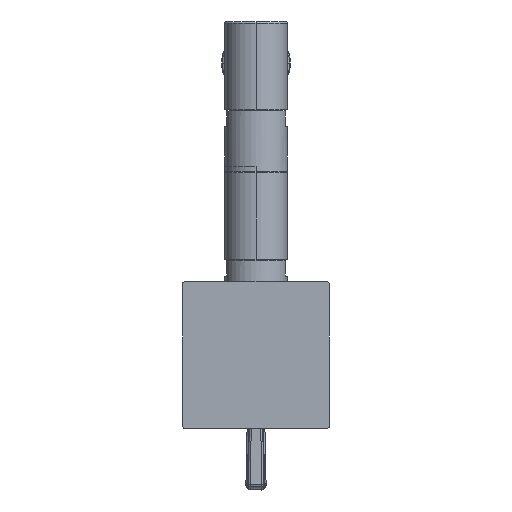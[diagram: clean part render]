
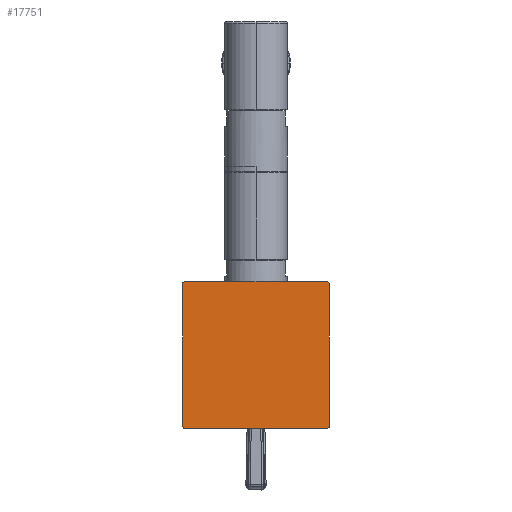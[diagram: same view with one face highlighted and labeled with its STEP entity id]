
A CAD part, front view. The second image highlights one B-rep face of the part: STEP entity #17751.
In plain terms, the highlighted planar face has unit normal (0, -1, 0).
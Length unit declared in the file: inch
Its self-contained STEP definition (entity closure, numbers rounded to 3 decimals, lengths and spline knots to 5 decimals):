
#5290=CARTESIAN_POINT('',(1.36,0.,-1.36));
#5291=DIRECTION('',(0.,-1.,0.));
#5292=DIRECTION('',(0.,0.,-1.));
#5293=AXIS2_PLACEMENT_3D('',#5290,#5291,#5292);
#5295=DIRECTION('',(-1.,0.,0.));
#5296=VECTOR('',#5295,2.72);
#5297=CARTESIAN_POINT('',(1.36,0.,-1.4));
#5298=LINE('',#5297,#5296);
#5299=CARTESIAN_POINT('',(-1.36,0.,-1.36));
#5300=DIRECTION('',(0.,-1.,0.));
#5301=DIRECTION('',(-1.,0.,0.));
#5302=AXIS2_PLACEMENT_3D('',#5299,#5300,#5301);
#5304=DIRECTION('',(0.,0.,1.));
#5305=VECTOR('',#5304,2.72);
#5306=CARTESIAN_POINT('',(-1.4,0.,-1.36));
#5307=LINE('',#5306,#5305);
#5308=CARTESIAN_POINT('',(-1.36,0.,1.36));
#5309=DIRECTION('',(0.,-1.,0.));
#5310=DIRECTION('',(0.,0.,1.));
#5311=AXIS2_PLACEMENT_3D('',#5308,#5309,#5310);
#5313=DIRECTION('',(1.,0.,0.));
#5314=VECTOR('',#5313,2.72);
#5315=CARTESIAN_POINT('',(-1.36,0.,1.4));
#5316=LINE('',#5315,#5314);
#5317=CARTESIAN_POINT('',(1.36,0.,1.36));
#5318=DIRECTION('',(0.,-1.,0.));
#5319=DIRECTION('',(1.,0.,0.));
#5320=AXIS2_PLACEMENT_3D('',#5317,#5318,#5319);
#5322=DIRECTION('',(0.,0.,-1.));
#5323=VECTOR('',#5322,2.72);
#5324=CARTESIAN_POINT('',(1.4,0.,1.36));
#5325=LINE('',#5324,#5323);
#8390=CARTESIAN_POINT('',(1.36,0.,-1.4));
#8391=CARTESIAN_POINT('',(1.4,0.,-1.36));
#8392=VERTEX_POINT('',#8390);
#8393=VERTEX_POINT('',#8391);
#8394=CARTESIAN_POINT('',(-1.4,0.,-1.36));
#8395=CARTESIAN_POINT('',(-1.36,0.,-1.4));
#8396=VERTEX_POINT('',#8394);
#8397=VERTEX_POINT('',#8395);
#8398=CARTESIAN_POINT('',(-1.36,0.,1.4));
#8399=CARTESIAN_POINT('',(-1.4,0.,1.36));
#8400=VERTEX_POINT('',#8398);
#8401=VERTEX_POINT('',#8399);
#8402=CARTESIAN_POINT('',(1.4,0.,1.36));
#8403=CARTESIAN_POINT('',(1.36,0.,1.4));
#8404=VERTEX_POINT('',#8402);
#8405=VERTEX_POINT('',#8403);
#17730=CARTESIAN_POINT('',(0.,0.,0.));
#17731=DIRECTION('',(0.,-1.,0.));
#17732=DIRECTION('',(0.,0.,-1.));
#17733=AXIS2_PLACEMENT_3D('',#17730,#17731,#17732);
#17734=PLANE('',#17733);
#17735=ORIENTED_EDGE('',*,*,#17711,.F.);
#17737=ORIENTED_EDGE('',*,*,#17736,.T.);
#17739=ORIENTED_EDGE('',*,*,#17738,.F.);
#17741=ORIENTED_EDGE('',*,*,#17740,.T.);
#17743=ORIENTED_EDGE('',*,*,#17742,.F.);
#17745=ORIENTED_EDGE('',*,*,#17744,.T.);
#17747=ORIENTED_EDGE('',*,*,#17746,.F.);
#17748=ORIENTED_EDGE('',*,*,#17723,.T.);
#17749=EDGE_LOOP('',(#17735,#17737,#17739,#17741,#17743,#17745,#17747,#17748));
#17750=FACE_OUTER_BOUND('',#17749,.F.);
#17751=ADVANCED_FACE('',(#17750),#17734,.T.);
#5294=CIRCLE('',#5293,0.04);
#5303=CIRCLE('',#5302,0.04);
#5312=CIRCLE('',#5311,0.04);
#5321=CIRCLE('',#5320,0.04);
#17711=EDGE_CURVE('',#8392,#8393,#5294,.T.);
#17723=EDGE_CURVE('',#8404,#8393,#5325,.T.);
#17736=EDGE_CURVE('',#8392,#8397,#5298,.T.);
#17738=EDGE_CURVE('',#8396,#8397,#5303,.T.);
#17740=EDGE_CURVE('',#8396,#8401,#5307,.T.);
#17742=EDGE_CURVE('',#8400,#8401,#5312,.T.);
#17744=EDGE_CURVE('',#8400,#8405,#5316,.T.);
#17746=EDGE_CURVE('',#8404,#8405,#5321,.T.);
